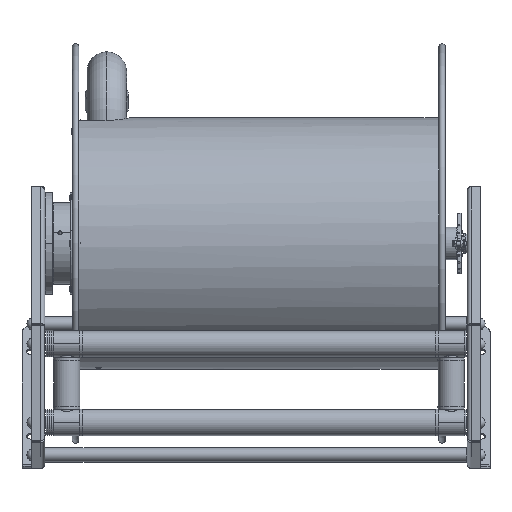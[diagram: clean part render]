
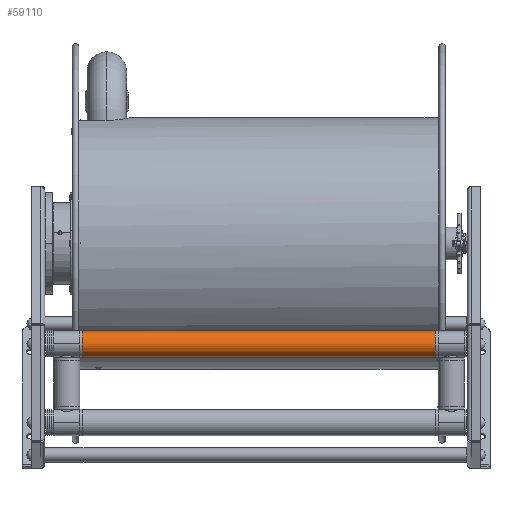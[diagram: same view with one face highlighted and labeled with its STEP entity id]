
A CAD part, top view. The second image highlights one B-rep face of the part: STEP entity #59110.
In plain terms, the highlighted cylindrical face has radius 20 mm (diameter 40 mm), a partial arc.
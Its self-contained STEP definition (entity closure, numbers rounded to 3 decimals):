
#59048=DIRECTION('',(1.,0.,0.));
#59049=VECTOR('',#59048,539.);
#59050=CARTESIAN_POINT('',(-269.5,-134.,316.272));
#59051=LINE('',#59050,#59049);
#59052=CARTESIAN_POINT('',(269.5,-154.,316.272));
#59053=DIRECTION('',(1.,0.,0.));
#59054=DIRECTION('',(0.,1.,0.));
#59055=AXIS2_PLACEMENT_3D('',#59052,#59053,#59054);
#59057=DIRECTION('',(1.,0.,0.));
#59058=VECTOR('',#59057,539.);
#59059=CARTESIAN_POINT('',(-269.5,-174.,316.272));
#59060=LINE('',#59059,#59058);
#59061=CARTESIAN_POINT('',(-269.5,-154.,316.272));
#59062=DIRECTION('',(-1.,0.,0.));
#59063=DIRECTION('',(0.,-1.,0.));
#59064=AXIS2_PLACEMENT_3D('',#59061,#59062,#59063);
#59066=CARTESIAN_POINT('',(-269.5,-134.,316.272));
#59067=CARTESIAN_POINT('',(269.5,-134.,316.272));
#59068=VERTEX_POINT('',#59066);
#59069=VERTEX_POINT('',#59067);
#59070=CARTESIAN_POINT('',(-269.5,-174.,316.272));
#59071=CARTESIAN_POINT('',(269.5,-174.,316.272));
#59072=VERTEX_POINT('',#59070);
#59073=VERTEX_POINT('',#59071);
#59097=CARTESIAN_POINT('',(296.45,-154.,316.272));
#59098=DIRECTION('',(-1.,0.,0.));
#59099=DIRECTION('',(0.,-1.,0.));
#59100=AXIS2_PLACEMENT_3D('',#59097,#59098,#59099);
#59101=CYLINDRICAL_SURFACE('',#59100,20.);
#59102=ORIENTED_EDGE('',*,*,#59079,.T.);
#59104=ORIENTED_EDGE('',*,*,#59103,.T.);
#59105=ORIENTED_EDGE('',*,*,#59083,.F.);
#59107=ORIENTED_EDGE('',*,*,#59106,.T.);
#59108=EDGE_LOOP('',(#59102,#59104,#59105,#59107));
#59109=FACE_OUTER_BOUND('',#59108,.F.);
#59110=ADVANCED_FACE('',(#59109),#59101,.T.);
#59056=CIRCLE('',#59055,20.);
#59065=CIRCLE('',#59064,20.);
#59079=EDGE_CURVE('',#59068,#59069,#59051,.T.);
#59083=EDGE_CURVE('',#59072,#59073,#59060,.T.);
#59103=EDGE_CURVE('',#59069,#59073,#59056,.T.);
#59106=EDGE_CURVE('',#59072,#59068,#59065,.T.);
